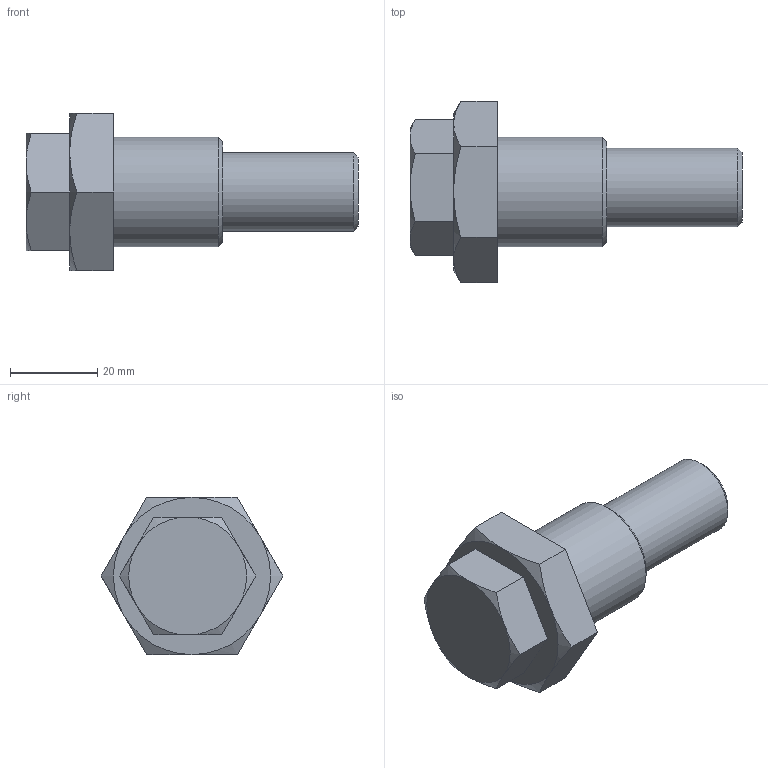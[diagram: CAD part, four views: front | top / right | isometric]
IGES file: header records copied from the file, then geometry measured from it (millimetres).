
Global section: file name: 802005.stp.ipt; native system: Autodesk Inventor 2014; preprocessor: unknown; author: zeman; date: 20151020.100208; units: millimetre
Bounding box: 76 x 41.57 x 36 mm (x, y, z)
Volume: 37561 mm3; surface area: 12684.6 mm2
Topology: 2 solids, 2 shells, 36 faces, 75 edges, 45 vertices
Faces by surface type: plane 18, cone 14, cylinder 2, revolution 2
Full cylindrical faces by diameter (mm): 18 x1, 25 x1
